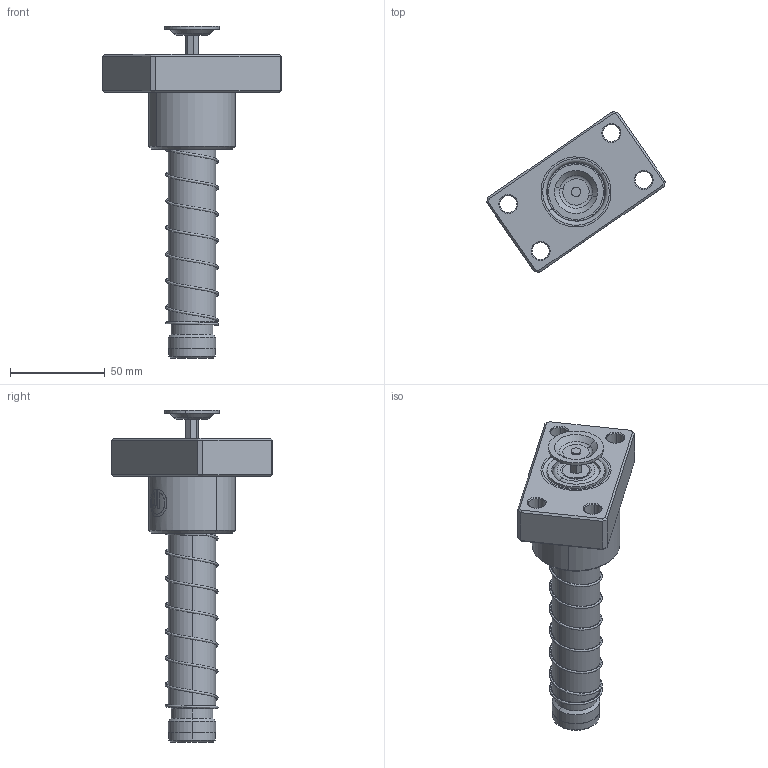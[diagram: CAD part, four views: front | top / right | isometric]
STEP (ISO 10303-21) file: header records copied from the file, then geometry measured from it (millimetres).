
FILE_DESCRIPTION (( 'STEP AP214' ), '1' );
FILE_NAME ('FMJ FMS-D25-L160.STEP', '2021-09-18T03:07:02', ( '' ), ( '' ), 'SwSTEP 2.0', 'SolidWorks 2016', '' );
FILE_SCHEMA (( 'AUTOMOTIVE_DESIGN' ));
Length unit declared in the file: millimetre
Products named in the file (152): BALL-D3; GTM-29; FMJ FMS-D25-L160; BJ BS-30.5-25.5-L50; HWP-D27.5-d25.5-L90; BJ BS-30.5-25.5-L50郪蚾; GTM-M12蹟簽; GTM-3-縐种; SAB-25-1; SAB-25; MGM-D25-L160; GTM-29郪蚾
Assembly tree (144 placements, depth 3):
  BALL-D3
  BALL-D3
  BALL-D3
  BALL-D3
  FMJ FMS-D25-L160
    MGM-D25-L160
    GTM-29郪蚾
      GTM-29
      GTM-3-縐种
      GTM-M12蹟簽
    BJ BS-30.5-25.5-L50郪蚾
      BJ BS-30.5-25.5-L50
      BALL-D3  x128
    SAB-25
      SAB-25
      SAB-25-1
    HWP-D27.5-d25.5-L90
Bounding box: 94.14 x 84.91 x 175 mm (x, y, z)
Volume: 175608.6 mm3; surface area: 70098.7 mm2
Topology: 136 solids, 136 shells, 705 faces, 2786 edges, 1847 vertices
Faces by surface type: sphere 512, plane 69, cylinder 56, cone 34, bspline 22, torus 12
Entity records: 32287 total; most frequent: CARTESIAN_POINT 18111, ORIENTED_EDGE 2478, DIRECTION 2212, EDGE_CURVE 1239, AXIS2_PLACEMENT_3D 997, VERTEX_POINT 803, EDGE_LOOP 722, B_SPLINE_CURVE_WITH_KNOTS 588
